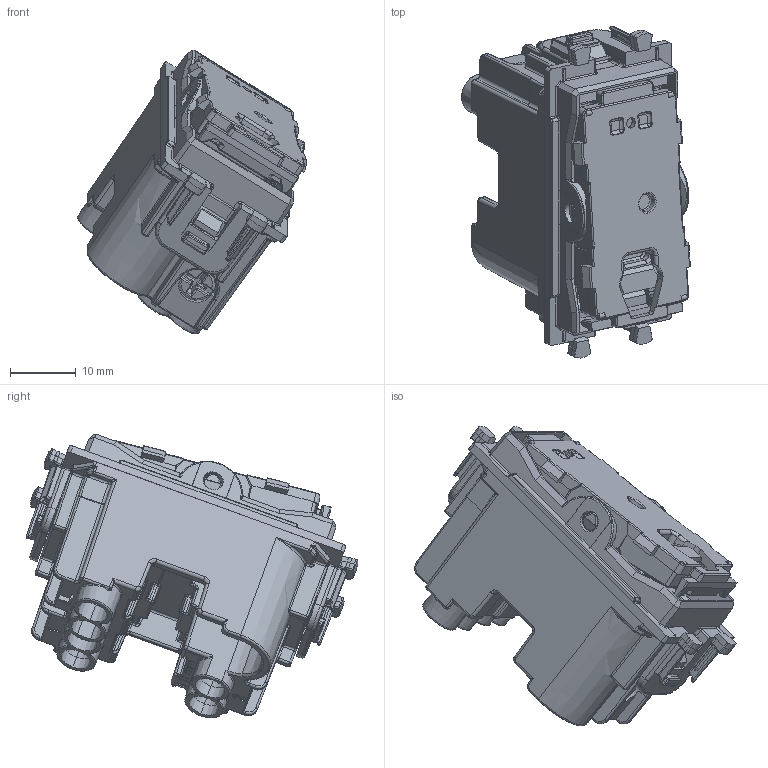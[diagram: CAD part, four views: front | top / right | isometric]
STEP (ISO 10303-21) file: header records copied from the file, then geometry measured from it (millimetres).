
FILE_DESCRIPTION(('CATIA V5 STEP Exchange'),'2;1');
FILE_NAME('441002ST.stp','2024-02-16T07:28:52+00:00',('none'),('none'),'CATIA Version 5-6 Release 2016 SP6','CATIA V5 STEP AP203','none');
FILE_SCHEMA(('CONFIG_CONTROL_DESIGN'));
Length unit declared in the file: millimetre
Products named in the file (1): 441002ST
Assembly tree (12 placements, depth 2):
  441002ST
    #57
    #55057
    #110062
    #139121
    #141691  x2
    #143346  x3
    #145259  x3
Bounding box: 34.91 x 50.65 x 43.28 mm (x, y, z)
Volume: 11193.1 mm3; surface area: 19375.8 mm2
Topology: 14 solids, 14 shells, 3920 faces, 10179 edges, 6044 vertices
Faces by surface type: cylinder 1422, plane 1407, bspline 609, sphere 207, cone 165, torus 94, extrusion 16
Entity records: 146134 total; most frequent: CARTESIAN_POINT 69670, ORIENTED_EDGE 18668, DIRECTION 10753, EDGE_CURVE 9334, VERTEX_POINT 5654, VECTOR 4205, LINE 4189, AXIS2_PLACEMENT_3D 3937
